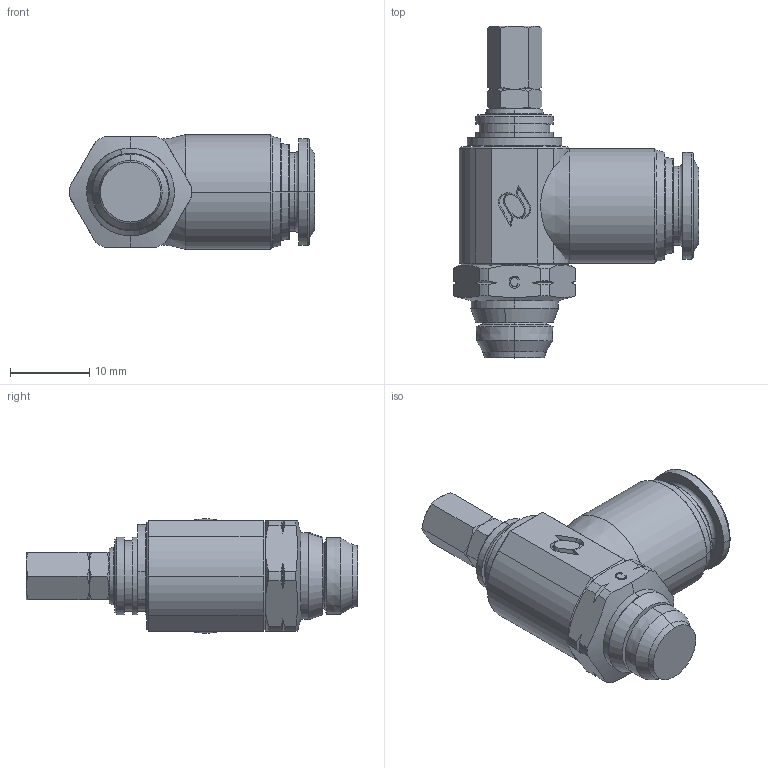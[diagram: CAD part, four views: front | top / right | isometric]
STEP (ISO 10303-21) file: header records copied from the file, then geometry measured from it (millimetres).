
FILE_DESCRIPTION (( 'STEP AP214' ), '1' );
FILE_NAME ('5790500010A.step', '2012-10-22T17:39:55', ( '' ), ( '' ), 'SwSTEP 2.0', 'SolidWorks 2012', '' );
FILE_SCHEMA (( 'AUTOMOTIVE_DESIGN' ));
Length unit declared in the file: millimetre
Products named in the file (1): 5790500010A
Bounding box: 31.05 x 42 x 14.5 mm (x, y, z)
Volume: 6586.2 mm3; surface area: 3822.5 mm2
Topology: 1 solids, 1 shells, 275 faces, 626 edges, 372 vertices
Faces by surface type: cone 96, plane 86, cylinder 59, torus 26, bspline 8
Entity records: 10186 total; most frequent: CARTESIAN_POINT 2420, DIRECTION 1308, ORIENTED_EDGE 1252, EDGE_CURVE 626, AXIS2_PLACEMENT_3D 532, VERTEX_POINT 372, EDGE_LOOP 296, FACE_OUTER_BOUND 275
